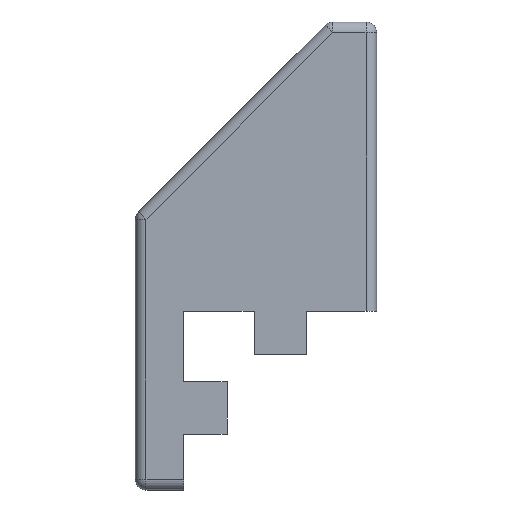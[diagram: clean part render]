
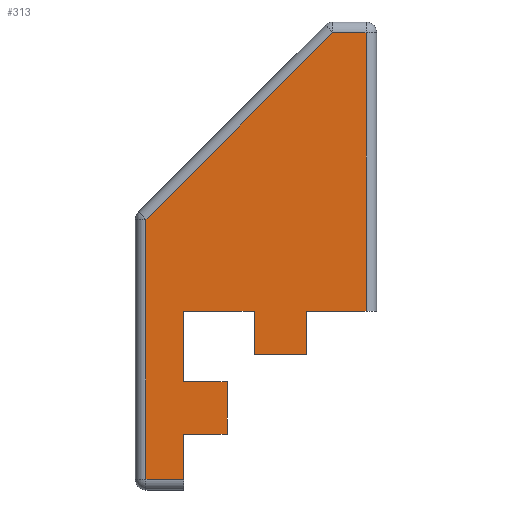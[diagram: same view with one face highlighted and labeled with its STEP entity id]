
A CAD part, left-side view. The second image highlights one B-rep face of the part: STEP entity #313.
In plain terms, the highlighted planar face has unit normal (-1, 0, 0).
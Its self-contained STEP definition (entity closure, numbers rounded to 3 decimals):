
#10 = CARTESIAN_POINT ( 'NONE',  ( 138., 10., 2.7 ) ) ;
#34 = VERTEX_POINT ( 'NONE', #324 ) ;
#40 = PLANE ( 'NONE',  #1139 ) ;
#59 = DIRECTION ( 'NONE',  ( 1., 0., 0. ) ) ;
#72 = ORIENTED_EDGE ( 'NONE', *, *, #740, .T. ) ;
#102 = LINE ( 'NONE', #1061, #1050 ) ;
#105 = CARTESIAN_POINT ( 'NONE',  ( 138., 16.722, 16.722 ) ) ;
#134 = ORIENTED_EDGE ( 'NONE', *, *, #178, .T. ) ;
#137 = LINE ( 'NONE', #461, #1384 ) ;
#165 = LINE ( 'NONE', #1205, #517 ) ;
#178 = EDGE_CURVE ( 'NONE', #1124, #927, #1547, .T. ) ;
#192 = EDGE_CURVE ( 'NONE', #34, #785, #714, .T. ) ;
#201 = EDGE_LOOP ( 'NONE', ( #975, #475, #1399, #1422, #788, #339, #966, #217, #948, #72, #134, #394, #715, #294, #897 ) ) ;
#217 = ORIENTED_EDGE ( 'NONE', *, *, #1044, .T. ) ;
#218 = VECTOR ( 'NONE', #1179, 1000. ) ;
#248 = DIRECTION ( 'NONE',  ( 0., 0., 1. ) ) ;
#255 = VECTOR ( 'NONE', #1099, 1000. ) ;
#259 = CARTESIAN_POINT ( 'NONE',  ( 138., 2.7, 5.5 ) ) ;
#270 = EDGE_CURVE ( 'NONE', #785, #282, #731, .T. ) ;
#271 = CARTESIAN_POINT ( 'NONE',  ( 138., 10., 10. ) ) ;
#276 = CARTESIAN_POINT ( 'NONE',  ( 138., -2.7, 5.5 ) ) ;
#282 = VERTEX_POINT ( 'NONE', #612 ) ;
#294 = ORIENTED_EDGE ( 'NONE', *, *, #1144, .T. ) ;
#313 = ADVANCED_FACE ( 'NONE', ( #754 ), #40, .F. ) ;
#324 = CARTESIAN_POINT ( 'NONE',  ( 138., -8.9, 38.9 ) ) ;
#327 = LINE ( 'NONE', #1372, #939 ) ;
#337 = DIRECTION ( 'NONE',  ( 0., 1., 0. ) ) ;
#339 = ORIENTED_EDGE ( 'NONE', *, *, #972, .T. ) ;
#362 = CARTESIAN_POINT ( 'NONE',  ( 138., 0., 38.9 ) ) ;
#394 = ORIENTED_EDGE ( 'NONE', *, *, #1507, .T. ) ;
#398 = EDGE_CURVE ( 'NONE', #1118, #34, #327, .T. ) ;
#415 = EDGE_CURVE ( 'NONE', #984, #1118, #888, .T. ) ;
#461 = CARTESIAN_POINT ( 'NONE',  ( 138., 10., 2.7 ) ) ;
#475 = ORIENTED_EDGE ( 'NONE', *, *, #398, .T. ) ;
#487 = CARTESIAN_POINT ( 'NONE',  ( 138., 5.5, 2.7 ) ) ;
#497 = VECTOR ( 'NONE', #1463, 1000. ) ;
#503 = LINE ( 'NONE', #642, #846 ) ;
#508 = DIRECTION ( 'NONE',  ( 0., -1., 0. ) ) ;
#517 = VECTOR ( 'NONE', #508, 1000. ) ;
#529 = CARTESIAN_POINT ( 'NONE',  ( 138., -2.7, 10. ) ) ;
#553 = VERTEX_POINT ( 'NONE', #960 ) ;
#559 = CARTESIAN_POINT ( 'NONE',  ( 138., -2.7, 10. ) ) ;
#583 = EDGE_CURVE ( 'NONE', #282, #1111, #1300, .T. ) ;
#585 = VECTOR ( 'NONE', #1386, 1000. ) ;
#588 = DIRECTION ( 'NONE',  ( 0., 1., 0. ) ) ;
#612 = CARTESIAN_POINT ( 'NONE',  ( 138., 13.9, 19.544 ) ) ;
#613 = CARTESIAN_POINT ( 'NONE',  ( 138., -2.7, 5.5 ) ) ;
#636 = LINE ( 'NONE', #259, #497 ) ;
#642 = CARTESIAN_POINT ( 'NONE',  ( 138., 0., -7.4 ) ) ;
#644 = CARTESIAN_POINT ( 'NONE',  ( 138., 0., 0. ) ) ;
#657 = VERTEX_POINT ( 'NONE', #1373 ) ;
#675 = EDGE_CURVE ( 'NONE', #724, #1339, #1536, .T. ) ;
#690 = CARTESIAN_POINT ( 'NONE',  ( 138., 5.5, -2.7 ) ) ;
#692 = VECTOR ( 'NONE', #729, 1000. ) ;
#696 = DIRECTION ( 'NONE',  ( 0., 0., -1. ) ) ;
#714 = LINE ( 'NONE', #362, #1254 ) ;
#715 = ORIENTED_EDGE ( 'NONE', *, *, #1160, .T. ) ;
#720 = CARTESIAN_POINT ( 'NONE',  ( 138., 10., 10. ) ) ;
#724 = VERTEX_POINT ( 'NONE', #1034 ) ;
#728 = LINE ( 'NONE', #720, #255 ) ;
#729 = DIRECTION ( 'NONE',  ( 0., 0., 1. ) ) ;
#731 = LINE ( 'NONE', #105, #1233 ) ;
#733 = VERTEX_POINT ( 'NONE', #690 ) ;
#740 = EDGE_CURVE ( 'NONE', #758, #1124, #137, .T. ) ;
#742 = VECTOR ( 'NONE', #696, 1000. ) ;
#754 = FACE_OUTER_BOUND ( 'NONE', #201, .T. ) ;
#756 = EDGE_CURVE ( 'NONE', #733, #758, #964, .T. ) ;
#758 = VERTEX_POINT ( 'NONE', #487 ) ;
#785 = VERTEX_POINT ( 'NONE', #1208 ) ;
#788 = ORIENTED_EDGE ( 'NONE', *, *, #583, .T. ) ;
#846 = VECTOR ( 'NONE', #1222, 1000. ) ;
#848 = DIRECTION ( 'NONE',  ( 0., 0.707, -0.707 ) ) ;
#862 = DIRECTION ( 'NONE',  ( 0., 0., -1. ) ) ;
#888 = LINE ( 'NONE', #559, #585 ) ;
#897 = ORIENTED_EDGE ( 'NONE', *, *, #1506, .T. ) ;
#927 = VERTEX_POINT ( 'NONE', #271 ) ;
#939 = VECTOR ( 'NONE', #1509, 1000. ) ;
#948 = ORIENTED_EDGE ( 'NONE', *, *, #756, .T. ) ;
#960 = CARTESIAN_POINT ( 'NONE',  ( 138., 2.7, 10. ) ) ;
#964 = LINE ( 'NONE', #1320, #692 ) ;
#966 = ORIENTED_EDGE ( 'NONE', *, *, #675, .T. ) ;
#972 = EDGE_CURVE ( 'NONE', #1111, #724, #503, .T. ) ;
#975 = ORIENTED_EDGE ( 'NONE', *, *, #415, .T. ) ;
#984 = VERTEX_POINT ( 'NONE', #529 ) ;
#1034 = CARTESIAN_POINT ( 'NONE',  ( 138., 10., -7.4 ) ) ;
#1044 = EDGE_CURVE ( 'NONE', #1339, #733, #102, .T. ) ;
#1045 = CARTESIAN_POINT ( 'NONE',  ( 138., 10., -2.7 ) ) ;
#1050 = VECTOR ( 'NONE', #1543, 1000. ) ;
#1061 = CARTESIAN_POINT ( 'NONE',  ( 138., 10., -2.7 ) ) ;
#1083 = CARTESIAN_POINT ( 'NONE',  ( 138., 13.9, 0. ) ) ;
#1097 = CARTESIAN_POINT ( 'NONE',  ( 138., 13.9, -7.4 ) ) ;
#1099 = DIRECTION ( 'NONE',  ( 0., -1., 0. ) ) ;
#1111 = VERTEX_POINT ( 'NONE', #1097 ) ;
#1118 = VERTEX_POINT ( 'NONE', #1484 ) ;
#1124 = VERTEX_POINT ( 'NONE', #1349 ) ;
#1136 = VECTOR ( 'NONE', #1180, 1000. ) ;
#1139 = AXIS2_PLACEMENT_3D ( 'NONE', #644, #59, #862 ) ;
#1144 = EDGE_CURVE ( 'NONE', #657, #1307, #165, .T. ) ;
#1160 = EDGE_CURVE ( 'NONE', #553, #657, #636, .T. ) ;
#1179 = DIRECTION ( 'NONE',  ( 0., 0., 1. ) ) ;
#1180 = DIRECTION ( 'NONE',  ( 0., 0., 1. ) ) ;
#1205 = CARTESIAN_POINT ( 'NONE',  ( 138., 2.7, 5.5 ) ) ;
#1208 = CARTESIAN_POINT ( 'NONE',  ( 138., -5.456, 38.9 ) ) ;
#1222 = DIRECTION ( 'NONE',  ( 0., -1., 0. ) ) ;
#1233 = VECTOR ( 'NONE', #848, 1000. ) ;
#1254 = VECTOR ( 'NONE', #337, 1000. ) ;
#1275 = CARTESIAN_POINT ( 'NONE',  ( 138., 10., -2.7 ) ) ;
#1300 = LINE ( 'NONE', #1083, #742 ) ;
#1307 = VERTEX_POINT ( 'NONE', #613 ) ;
#1319 = LINE ( 'NONE', #276, #1483 ) ;
#1320 = CARTESIAN_POINT ( 'NONE',  ( 138., 5.5, -2.7 ) ) ;
#1339 = VERTEX_POINT ( 'NONE', #1275 ) ;
#1349 = CARTESIAN_POINT ( 'NONE',  ( 138., 10., 2.7 ) ) ;
#1372 = CARTESIAN_POINT ( 'NONE',  ( 138., -8.9, 0. ) ) ;
#1373 = CARTESIAN_POINT ( 'NONE',  ( 138., 2.7, 5.5 ) ) ;
#1384 = VECTOR ( 'NONE', #588, 1000. ) ;
#1386 = DIRECTION ( 'NONE',  ( 0., -1., 0. ) ) ;
#1399 = ORIENTED_EDGE ( 'NONE', *, *, #192, .T. ) ;
#1422 = ORIENTED_EDGE ( 'NONE', *, *, #270, .T. ) ;
#1463 = DIRECTION ( 'NONE',  ( 0., 0., -1. ) ) ;
#1483 = VECTOR ( 'NONE', #248, 1000. ) ;
#1484 = CARTESIAN_POINT ( 'NONE',  ( 138., -8.9, 10. ) ) ;
#1506 = EDGE_CURVE ( 'NONE', #1307, #984, #1319, .T. ) ;
#1507 = EDGE_CURVE ( 'NONE', #927, #553, #728, .T. ) ;
#1509 = DIRECTION ( 'NONE',  ( 0., 0., 1. ) ) ;
#1536 = LINE ( 'NONE', #1045, #218 ) ;
#1543 = DIRECTION ( 'NONE',  ( 0., -1., 0. ) ) ;
#1547 = LINE ( 'NONE', #10, #1136 ) ;
